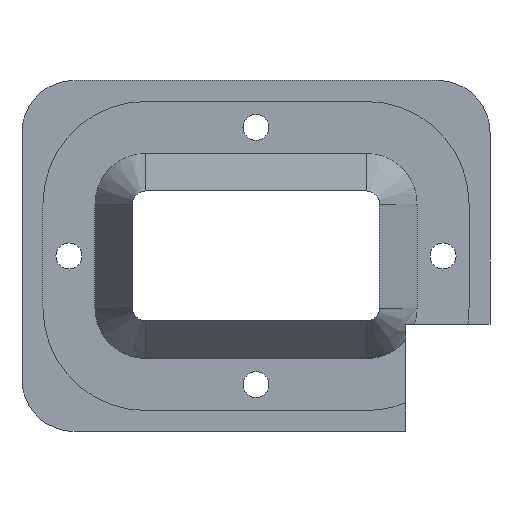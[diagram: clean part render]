
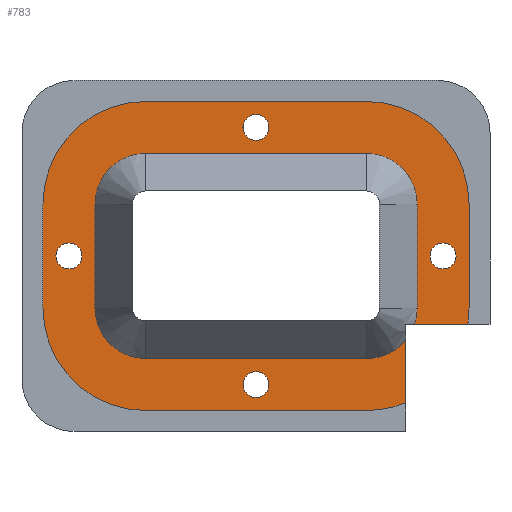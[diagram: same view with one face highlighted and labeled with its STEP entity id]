
A CAD part, front view. The second image highlights one B-rep face of the part: STEP entity #783.
In plain terms, the highlighted planar face has unit normal (0, -1, 0).
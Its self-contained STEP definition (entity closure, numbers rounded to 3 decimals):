
#15=FACE_BOUND('',#157,.T.);
#16=FACE_BOUND('',#158,.T.);
#17=FACE_BOUND('',#159,.T.);
#18=FACE_BOUND('',#160,.T.);
#40=CIRCLE('',#816,3.887);
#42=CIRCLE('',#818,3.887);
#44=CIRCLE('',#821,7.887);
#45=CIRCLE('',#824,1.);
#47=CIRCLE('',#827,1.);
#49=CIRCLE('',#830,1.);
#51=CIRCLE('',#833,1.);
#70=CIRCLE('',#868,7.887);
#71=CIRCLE('',#870,3.887);
#72=CIRCLE('',#874,7.887);
#73=CIRCLE('',#876,3.887);
#74=CIRCLE('',#880,7.887);
#75=CIRCLE('',#883,3.887);
#76=CIRCLE('',#884,7.887);
#115=FACE_OUTER_BOUND('',#156,.T.);
#156=EDGE_LOOP('',(#663,#664,#665,#666,#667,#668,#669,#670,#671,#672,#673,
#674,#675,#676,#677,#678,#679,#680,#681,#682));
#157=EDGE_LOOP('',(#683));
#158=EDGE_LOOP('',(#684));
#159=EDGE_LOOP('',(#685));
#160=EDGE_LOOP('',(#686));
#177=LINE('',#1139,#250);
#178=LINE('',#1146,#251);
#229=LINE('',#1309,#302);
#231=LINE('',#1313,#304);
#235=LINE('',#1325,#308);
#236=LINE('',#1327,#309);
#238=LINE('',#1333,#311);
#239=LINE('',#1336,#312);
#240=LINE('',#1339,#313);
#241=LINE('',#1342,#314);
#250=VECTOR('',#900,10.);
#251=VECTOR('',#903,10.);
#302=VECTOR('',#1068,10.);
#304=VECTOR('',#1072,10.);
#308=VECTOR('',#1086,10.);
#309=VECTOR('',#1089,10.);
#311=VECTOR('',#1097,10.);
#312=VECTOR('',#1100,10.);
#313=VECTOR('',#1103,10.);
#314=VECTOR('',#1106,10.);
#321=VERTEX_POINT('',#1125);
#326=VERTEX_POINT('',#1137);
#327=VERTEX_POINT('',#1141);
#328=VERTEX_POINT('',#1145);
#332=VERTEX_POINT('',#1155);
#335=VERTEX_POINT('',#1161);
#337=VERTEX_POINT('',#1167);
#340=VERTEX_POINT('',#1177);
#342=VERTEX_POINT('',#1183);
#344=VERTEX_POINT('',#1189);
#346=VERTEX_POINT('',#1195);
#379=VERTEX_POINT('',#1295);
#380=VERTEX_POINT('',#1297);
#381=VERTEX_POINT('',#1301);
#382=VERTEX_POINT('',#1303);
#383=VERTEX_POINT('',#1307);
#384=VERTEX_POINT('',#1311);
#385=VERTEX_POINT('',#1315);
#386=VERTEX_POINT('',#1319);
#387=VERTEX_POINT('',#1323);
#388=VERTEX_POINT('',#1331);
#389=VERTEX_POINT('',#1335);
#390=VERTEX_POINT('',#1337);
#391=VERTEX_POINT('',#1340);
#398=EDGE_CURVE('',#321,#326,#177,.T.);
#400=EDGE_CURVE('',#328,#327,#178,.T.);
#405=EDGE_CURVE('',#332,#321,#40,.T.);
#409=EDGE_CURVE('',#327,#335,#42,.T.);
#412=EDGE_CURVE('',#337,#326,#44,.T.);
#416=EDGE_CURVE('',#340,#340,#45,.T.);
#419=EDGE_CURVE('',#342,#342,#47,.T.);
#422=EDGE_CURVE('',#344,#344,#49,.T.);
#425=EDGE_CURVE('',#346,#346,#51,.T.);
#477=EDGE_CURVE('',#379,#380,#70,.T.);
#481=EDGE_CURVE('',#381,#382,#71,.T.);
#483=EDGE_CURVE('',#383,#379,#229,.T.);
#485=EDGE_CURVE('',#384,#381,#231,.T.);
#487=EDGE_CURVE('',#385,#383,#72,.T.);
#489=EDGE_CURVE('',#386,#384,#73,.T.);
#491=EDGE_CURVE('',#387,#385,#235,.T.);
#492=EDGE_CURVE('',#335,#386,#236,.T.);
#493=EDGE_CURVE('',#328,#387,#74,.T.);
#495=EDGE_CURVE('',#388,#337,#238,.T.);
#496=EDGE_CURVE('',#382,#389,#239,.T.);
#497=EDGE_CURVE('',#389,#390,#75,.T.);
#498=EDGE_CURVE('',#390,#332,#240,.T.);
#499=EDGE_CURVE('',#391,#388,#76,.T.);
#500=EDGE_CURVE('',#380,#391,#241,.T.);
#663=ORIENTED_EDGE('',*,*,#400,.T.);
#664=ORIENTED_EDGE('',*,*,#409,.T.);
#665=ORIENTED_EDGE('',*,*,#492,.T.);
#666=ORIENTED_EDGE('',*,*,#489,.T.);
#667=ORIENTED_EDGE('',*,*,#485,.T.);
#668=ORIENTED_EDGE('',*,*,#481,.T.);
#669=ORIENTED_EDGE('',*,*,#496,.T.);
#670=ORIENTED_EDGE('',*,*,#497,.T.);
#671=ORIENTED_EDGE('',*,*,#498,.T.);
#672=ORIENTED_EDGE('',*,*,#405,.T.);
#673=ORIENTED_EDGE('',*,*,#398,.T.);
#674=ORIENTED_EDGE('',*,*,#412,.F.);
#675=ORIENTED_EDGE('',*,*,#495,.F.);
#676=ORIENTED_EDGE('',*,*,#499,.F.);
#677=ORIENTED_EDGE('',*,*,#500,.F.);
#678=ORIENTED_EDGE('',*,*,#477,.F.);
#679=ORIENTED_EDGE('',*,*,#483,.F.);
#680=ORIENTED_EDGE('',*,*,#487,.F.);
#681=ORIENTED_EDGE('',*,*,#491,.F.);
#682=ORIENTED_EDGE('',*,*,#493,.F.);
#683=ORIENTED_EDGE('',*,*,#419,.F.);
#684=ORIENTED_EDGE('',*,*,#422,.F.);
#685=ORIENTED_EDGE('',*,*,#425,.F.);
#686=ORIENTED_EDGE('',*,*,#416,.F.);
#744=PLANE('',#882);
#783=ADVANCED_FACE('',(#115,#15,#16,#17,#18),#744,.F.);
#816=AXIS2_PLACEMENT_3D('',#1156,#910,#911);
#818=AXIS2_PLACEMENT_3D('',#1163,#916,#917);
#821=AXIS2_PLACEMENT_3D('',#1169,#923,#924);
#824=AXIS2_PLACEMENT_3D('',#1178,#932,#933);
#827=AXIS2_PLACEMENT_3D('',#1184,#939,#940);
#830=AXIS2_PLACEMENT_3D('',#1190,#946,#947);
#833=AXIS2_PLACEMENT_3D('',#1196,#953,#954);
#868=AXIS2_PLACEMENT_3D('',#1298,#1056,#1057);
#870=AXIS2_PLACEMENT_3D('',#1305,#1063,#1064);
#874=AXIS2_PLACEMENT_3D('',#1317,#1076,#1077);
#876=AXIS2_PLACEMENT_3D('',#1321,#1081,#1082);
#880=AXIS2_PLACEMENT_3D('',#1329,#1092,#1093);
#882=AXIS2_PLACEMENT_3D('',#1334,#1098,#1099);
#883=AXIS2_PLACEMENT_3D('',#1338,#1101,#1102);
#884=AXIS2_PLACEMENT_3D('',#1341,#1104,#1105);
#900=DIRECTION('',(1.,0.,0.));
#903=DIRECTION('',(0.,0.,1.));
#910=DIRECTION('center_axis',(0.,1.,0.));
#911=DIRECTION('ref_axis',(1.,0.,0.));
#916=DIRECTION('center_axis',(0.,1.,0.));
#917=DIRECTION('ref_axis',(1.,0.,0.));
#923=DIRECTION('center_axis',(0.,1.,0.));
#924=DIRECTION('ref_axis',(1.,0.,0.));
#932=DIRECTION('center_axis',(0.,-1.,0.));
#933=DIRECTION('ref_axis',(1.,0.,0.));
#939=DIRECTION('center_axis',(0.,-1.,0.));
#940=DIRECTION('ref_axis',(1.,0.,0.));
#946=DIRECTION('center_axis',(0.,-1.,0.));
#947=DIRECTION('ref_axis',(-1.,0.,0.));
#953=DIRECTION('center_axis',(0.,-1.,0.));
#954=DIRECTION('ref_axis',(1.,0.,0.));
#1056=DIRECTION('center_axis',(0.,1.,0.));
#1057=DIRECTION('ref_axis',(-1.,0.,0.));
#1063=DIRECTION('center_axis',(0.,1.,0.));
#1064=DIRECTION('ref_axis',(-1.,0.,0.));
#1068=DIRECTION('',(0.,0.,1.));
#1072=DIRECTION('',(0.,0.,1.));
#1076=DIRECTION('center_axis',(0.,1.,0.));
#1077=DIRECTION('ref_axis',(0.,0.,-1.));
#1081=DIRECTION('center_axis',(0.,1.,0.));
#1082=DIRECTION('ref_axis',(0.,0.,-1.));
#1086=DIRECTION('',(-1.,0.,0.));
#1089=DIRECTION('',(-1.,0.,0.));
#1092=DIRECTION('center_axis',(0.,1.,0.));
#1093=DIRECTION('ref_axis',(1.,0.,0.));
#1097=DIRECTION('',(0.,0.,-1.));
#1098=DIRECTION('center_axis',(0.,1.,0.));
#1099=DIRECTION('ref_axis',(1.,0.,0.));
#1100=DIRECTION('',(1.,0.,0.));
#1101=DIRECTION('center_axis',(0.,1.,0.));
#1102=DIRECTION('ref_axis',(0.,0.,1.));
#1103=DIRECTION('',(0.,0.,-1.));
#1104=DIRECTION('center_axis',(0.,1.,0.));
#1105=DIRECTION('ref_axis',(0.,0.,1.));
#1106=DIRECTION('',(1.,0.,0.));
#1125=CARTESIAN_POINT('',(12.18,6.,-5.25));
#1137=CARTESIAN_POINT('',(16.287,6.,-5.25));
#1139=CARTESIAN_POINT('',(17.97,6.,-5.25));
#1141=CARTESIAN_POINT('',(11.5,6.,-6.471));
#1145=CARTESIAN_POINT('',(11.5,6.,-11.294));
#1146=CARTESIAN_POINT('',(11.5,6.,-0.625));
#1155=CARTESIAN_POINT('',(12.387,6.,-4.));
#1156=CARTESIAN_POINT('Origin',(8.5,6.,-4.));
#1161=CARTESIAN_POINT('',(8.5,6.,-7.887));
#1163=CARTESIAN_POINT('Origin',(8.5,6.,-4.));
#1167=CARTESIAN_POINT('',(16.387,6.,-4.));
#1169=CARTESIAN_POINT('Origin',(8.5,6.,-4.));
#1177=CARTESIAN_POINT('',(-1.,6.,9.887));
#1178=CARTESIAN_POINT('Origin',(0.,6.,9.887));
#1183=CARTESIAN_POINT('',(-1.,6.,-9.887));
#1184=CARTESIAN_POINT('Origin',(0.,6.,-9.887));
#1189=CARTESIAN_POINT('',(-13.387,6.,0.));
#1190=CARTESIAN_POINT('Origin',(-14.387,6.,0.));
#1195=CARTESIAN_POINT('',(13.387,6.,0.));
#1196=CARTESIAN_POINT('Origin',(14.387,6.,0.));
#1295=CARTESIAN_POINT('',(-16.387,6.,4.));
#1297=CARTESIAN_POINT('',(-8.5,6.,11.887));
#1298=CARTESIAN_POINT('Origin',(-8.5,6.,4.));
#1301=CARTESIAN_POINT('',(-12.387,6.,4.));
#1303=CARTESIAN_POINT('',(-8.5,6.,7.887));
#1305=CARTESIAN_POINT('Origin',(-8.5,6.,4.));
#1307=CARTESIAN_POINT('',(-16.387,6.,-4.));
#1309=CARTESIAN_POINT('',(-16.387,6.,-4.));
#1311=CARTESIAN_POINT('',(-12.387,6.,-4.));
#1313=CARTESIAN_POINT('',(-12.387,6.,-4.));
#1315=CARTESIAN_POINT('',(-8.5,6.,-11.887));
#1317=CARTESIAN_POINT('Origin',(-8.5,6.,-4.));
#1319=CARTESIAN_POINT('',(-8.5,6.,-7.887));
#1321=CARTESIAN_POINT('Origin',(-8.5,6.,-4.));
#1323=CARTESIAN_POINT('',(8.5,6.,-11.887));
#1325=CARTESIAN_POINT('',(8.5,6.,-11.887));
#1327=CARTESIAN_POINT('',(8.5,6.,-7.887));
#1329=CARTESIAN_POINT('Origin',(8.5,6.,-4.));
#1331=CARTESIAN_POINT('',(16.387,6.,4.));
#1333=CARTESIAN_POINT('',(16.387,6.,4.));
#1334=CARTESIAN_POINT('Origin',(12.387,6.,4.));
#1335=CARTESIAN_POINT('',(8.5,6.,7.887));
#1336=CARTESIAN_POINT('',(-8.5,6.,7.887));
#1337=CARTESIAN_POINT('',(12.387,6.,4.));
#1338=CARTESIAN_POINT('Origin',(8.5,6.,4.));
#1339=CARTESIAN_POINT('',(12.387,6.,4.));
#1340=CARTESIAN_POINT('',(8.5,6.,11.887));
#1341=CARTESIAN_POINT('Origin',(8.5,6.,4.));
#1342=CARTESIAN_POINT('',(-8.5,6.,11.887));
